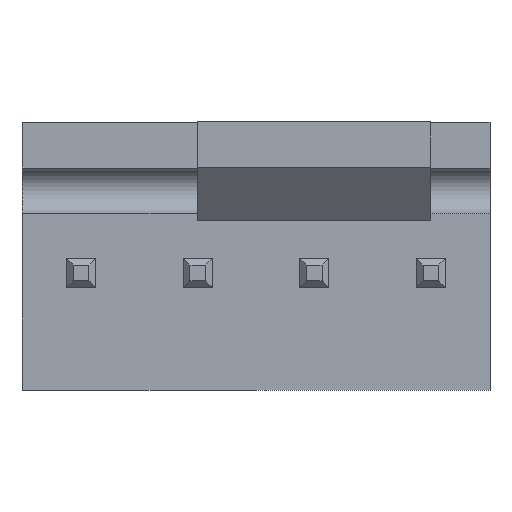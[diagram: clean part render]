
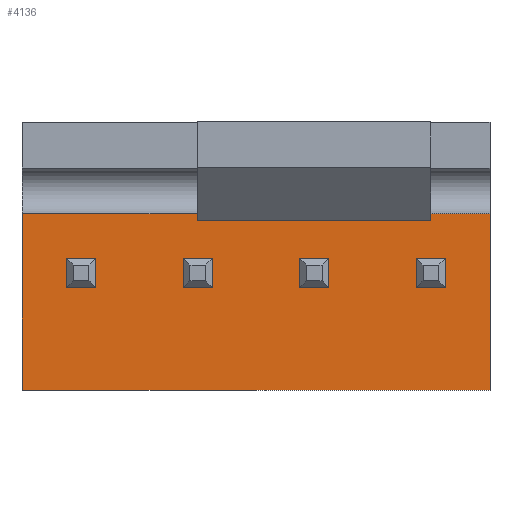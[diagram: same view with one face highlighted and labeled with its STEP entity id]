
A CAD part, top view. The second image highlights one B-rep face of the part: STEP entity #4136.
In plain terms, the highlighted planar face has unit normal (0, 0, 1).
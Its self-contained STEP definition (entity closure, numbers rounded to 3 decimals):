
#3538 = VERTEX_POINT('',#3539);
#3539 = CARTESIAN_POINT('',(-8.91,-2.54,2.5));
#3546 = PLANE('',#3547);
#3547 = AXIS2_PLACEMENT_3D('',#3548,#3549,#3550);
#3548 = CARTESIAN_POINT('',(-8.91,-2.54,0.));
#3549 = DIRECTION('',(0.,1.,0.));
#3550 = DIRECTION('',(1.,0.,0.));
#3558 = PLANE('',#3559);
#3559 = AXIS2_PLACEMENT_3D('',#3560,#3561,#3562);
#3560 = CARTESIAN_POINT('',(-8.91,3.3,0.));
#3561 = DIRECTION('',(1.,0.,0.));
#3562 = DIRECTION('',(0.,-1.,0.));
#3570 = EDGE_CURVE('',#3538,#3571,#3573,.T.);
#3571 = VERTEX_POINT('',#3572);
#3572 = CARTESIAN_POINT('',(1.29,-2.54,2.5));
#3573 = SURFACE_CURVE('',#3574,(#3578,#3585),.PCURVE_S1.);
#3574 = LINE('',#3575,#3576);
#3575 = CARTESIAN_POINT('',(-8.91,-2.54,2.5));
#3576 = VECTOR('',#3577,1.);
#3577 = DIRECTION('',(1.,0.,0.));
#3578 = PCURVE('',#3546,#3579);
#3579 = DEFINITIONAL_REPRESENTATION('',(#3580),#3584);
#3580 = LINE('',#3581,#3582);
#3581 = CARTESIAN_POINT('',(0.,-2.5));
#3582 = VECTOR('',#3583,1.);
#3583 = DIRECTION('',(1.,0.));
#3584 = ( GEOMETRIC_REPRESENTATION_CONTEXT(2) 
PARAMETRIC_REPRESENTATION_CONTEXT() REPRESENTATION_CONTEXT('2D SPACE',''
  ) );
#3585 = PCURVE('',#3586,#3591);
#3586 = PLANE('',#3587);
#3587 = AXIS2_PLACEMENT_3D('',#3588,#3589,#3590);
#3588 = CARTESIAN_POINT('',(-8.91,-2.54,2.5));
#3589 = DIRECTION('',(0.,0.,-1.));
#3590 = DIRECTION('',(-1.,0.,0.));
#3591 = DEFINITIONAL_REPRESENTATION('',(#3592),#3596);
#3592 = LINE('',#3593,#3594);
#3593 = CARTESIAN_POINT('',(0.,0.));
#3594 = VECTOR('',#3595,1.);
#3595 = DIRECTION('',(-1.,0.));
#3596 = ( GEOMETRIC_REPRESENTATION_CONTEXT(2) 
PARAMETRIC_REPRESENTATION_CONTEXT() REPRESENTATION_CONTEXT('2D SPACE',''
  ) );
#3614 = PLANE('',#3615);
#3615 = AXIS2_PLACEMENT_3D('',#3616,#3617,#3618);
#3616 = CARTESIAN_POINT('',(1.29,-2.54,0.));
#3617 = DIRECTION('',(-1.,0.,0.));
#3618 = DIRECTION('',(0.,1.,0.));
#3742 = VERTEX_POINT('',#3743);
#3743 = CARTESIAN_POINT('',(-8.91,1.3,2.5));
#3758 = CYLINDRICAL_SURFACE('',#3759,0.5);
#3759 = AXIS2_PLACEMENT_3D('',#3760,#3761,#3762);
#3760 = CARTESIAN_POINT('',(1.29,1.8,2.5));
#3761 = DIRECTION('',(1.,0.,0.));
#3762 = DIRECTION('',(0.,1.,0.));
#3770 = EDGE_CURVE('',#3742,#3538,#3771,.T.);
#3771 = SURFACE_CURVE('',#3772,(#3776,#3783),.PCURVE_S1.);
#3772 = LINE('',#3773,#3774);
#3773 = CARTESIAN_POINT('',(-8.91,3.3,2.5));
#3774 = VECTOR('',#3775,1.);
#3775 = DIRECTION('',(0.,-1.,0.));
#3776 = PCURVE('',#3558,#3777);
#3777 = DEFINITIONAL_REPRESENTATION('',(#3778),#3782);
#3778 = LINE('',#3779,#3780);
#3779 = CARTESIAN_POINT('',(0.,-2.5));
#3780 = VECTOR('',#3781,1.);
#3781 = DIRECTION('',(1.,0.));
#3782 = ( GEOMETRIC_REPRESENTATION_CONTEXT(2) 
PARAMETRIC_REPRESENTATION_CONTEXT() REPRESENTATION_CONTEXT('2D SPACE',''
  ) );
#3783 = PCURVE('',#3586,#3784);
#3784 = DEFINITIONAL_REPRESENTATION('',(#3785),#3789);
#3785 = LINE('',#3786,#3787);
#3786 = CARTESIAN_POINT('',(0.,5.84));
#3787 = VECTOR('',#3788,1.);
#3788 = DIRECTION('',(0.,-1.));
#3789 = ( GEOMETRIC_REPRESENTATION_CONTEXT(2) 
PARAMETRIC_REPRESENTATION_CONTEXT() REPRESENTATION_CONTEXT('2D SPACE',''
  ) );
#3918 = EDGE_CURVE('',#3571,#3919,#3921,.T.);
#3919 = VERTEX_POINT('',#3920);
#3920 = CARTESIAN_POINT('',(1.29,1.3,2.5));
#3921 = SURFACE_CURVE('',#3922,(#3926,#3933),.PCURVE_S1.);
#3922 = LINE('',#3923,#3924);
#3923 = CARTESIAN_POINT('',(1.29,-2.54,2.5));
#3924 = VECTOR('',#3925,1.);
#3925 = DIRECTION('',(0.,1.,0.));
#3926 = PCURVE('',#3614,#3927);
#3927 = DEFINITIONAL_REPRESENTATION('',(#3928),#3932);
#3928 = LINE('',#3929,#3930);
#3929 = CARTESIAN_POINT('',(0.,-2.5));
#3930 = VECTOR('',#3931,1.);
#3931 = DIRECTION('',(1.,0.));
#3932 = ( GEOMETRIC_REPRESENTATION_CONTEXT(2) 
PARAMETRIC_REPRESENTATION_CONTEXT() REPRESENTATION_CONTEXT('2D SPACE',''
  ) );
#3933 = PCURVE('',#3586,#3934);
#3934 = DEFINITIONAL_REPRESENTATION('',(#3935),#3939);
#3935 = LINE('',#3936,#3937);
#3936 = CARTESIAN_POINT('',(-10.2,0.));
#3937 = VECTOR('',#3938,1.);
#3938 = DIRECTION('',(0.,1.));
#3939 = ( GEOMETRIC_REPRESENTATION_CONTEXT(2) 
PARAMETRIC_REPRESENTATION_CONTEXT() REPRESENTATION_CONTEXT('2D SPACE',''
  ) );
#4136 = ADVANCED_FACE('',(#4137),#3586,.F.);
#4137 = FACE_BOUND('',#4138,.F.);
#4138 = EDGE_LOOP('',(#4139,#4140,#4141,#4162));
#4139 = ORIENTED_EDGE('',*,*,#3570,.F.);
#4140 = ORIENTED_EDGE('',*,*,#3770,.F.);
#4141 = ORIENTED_EDGE('',*,*,#4142,.F.);
#4142 = EDGE_CURVE('',#3919,#3742,#4143,.T.);
#4143 = SURFACE_CURVE('',#4144,(#4148,#4155),.PCURVE_S1.);
#4144 = LINE('',#4145,#4146);
#4145 = CARTESIAN_POINT('',(1.29,1.3,2.5));
#4146 = VECTOR('',#4147,1.);
#4147 = DIRECTION('',(-1.,0.,0.));
#4148 = PCURVE('',#3586,#4149);
#4149 = DEFINITIONAL_REPRESENTATION('',(#4150),#4154);
#4150 = LINE('',#4151,#4152);
#4151 = CARTESIAN_POINT('',(-10.2,3.84));
#4152 = VECTOR('',#4153,1.);
#4153 = DIRECTION('',(1.,0.));
#4154 = ( GEOMETRIC_REPRESENTATION_CONTEXT(2) 
PARAMETRIC_REPRESENTATION_CONTEXT() REPRESENTATION_CONTEXT('2D SPACE',''
  ) );
#4155 = PCURVE('',#3758,#4156);
#4156 = DEFINITIONAL_REPRESENTATION('',(#4157),#4161);
#4157 = LINE('',#4158,#4159);
#4158 = CARTESIAN_POINT('',(3.142,0.));
#4159 = VECTOR('',#4160,1.);
#4160 = DIRECTION('',(0.,-1.));
#4161 = ( GEOMETRIC_REPRESENTATION_CONTEXT(2) 
PARAMETRIC_REPRESENTATION_CONTEXT() REPRESENTATION_CONTEXT('2D SPACE',''
  ) );
#4162 = ORIENTED_EDGE('',*,*,#3918,.F.);
